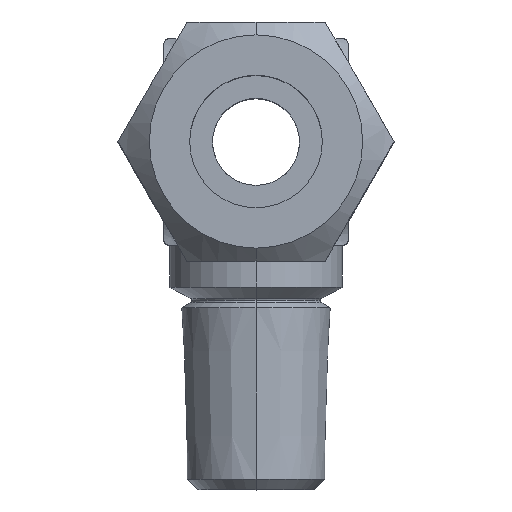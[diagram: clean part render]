
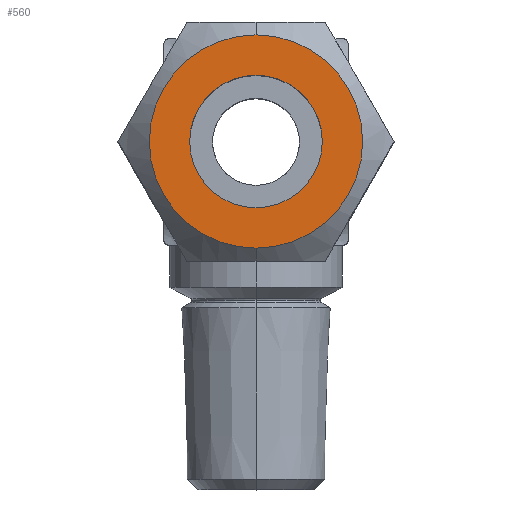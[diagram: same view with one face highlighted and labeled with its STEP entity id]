
A CAD part, top view. The second image highlights one B-rep face of the part: STEP entity #560.
In plain terms, the highlighted face is planar.
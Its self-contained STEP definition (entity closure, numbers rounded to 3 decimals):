
#122 = CARTESIAN_POINT ( 'NONE',  ( 0., -6.1, -21.5 ) ) ;
#123 = CARTESIAN_POINT ( 'NONE',  ( 0., 6.1, -21.5 ) ) ;
#290 = VERTEX_POINT ( 'NONE', #123 ) ;
#291 = VERTEX_POINT ( 'NONE', #122 ) ;
#362 = EDGE_CURVE ( 'NONE', #290, #291, #696, .T. ) ;
#541 = ORIENTED_EDGE ( 'NONE', *, *, #542, .F. ) ;
#542 = EDGE_CURVE ( 'NONE', #2402, #2404, #978, .T. ) ;
#560 = ADVANCED_FACE ( 'NONE', ( #1068, #1067 ), #1066, .F. ) ;
#561 = EDGE_LOOP ( 'NONE', ( #562, #564 ) ) ;
#562 = ORIENTED_EDGE ( 'NONE', *, *, #563, .T. ) ;
#563 = EDGE_CURVE ( 'NONE', #291, #290, #1064, .T. ) ;
#564 = ORIENTED_EDGE ( 'NONE', *, *, #362, .T. ) ;
#565 = EDGE_LOOP ( 'NONE', ( #566, #541 ) ) ;
#566 = ORIENTED_EDGE ( 'NONE', *, *, #2413, .F. ) ;
#693 = DIRECTION ( 'NONE',  ( 0., 0., 1. ) ) ;
#694 = CARTESIAN_POINT ( 'NONE',  ( 0., 0., -21.5 ) ) ;
#695 = AXIS2_PLACEMENT_3D ( 'NONE', #694, #693, #757 ) ;
#696 = CIRCLE ( 'NONE', #695, 6.1 ) ;
#757 = DIRECTION ( 'NONE',  ( 0., -1., 0. ) ) ;
#978 = CIRCLE ( 'NONE', #1039, 9.812 ) ;
#1036 = DIRECTION ( 'NONE',  ( 0., -1., 0. ) ) ;
#1037 = DIRECTION ( 'NONE',  ( 0., 0., 1. ) ) ;
#1038 = CARTESIAN_POINT ( 'NONE',  ( 0., 0., -21.5 ) ) ;
#1039 = AXIS2_PLACEMENT_3D ( 'NONE', #1038, #1037, #1036 ) ;
#1057 = DIRECTION ( 'NONE',  ( 0., -1., 0. ) ) ;
#1058 = DIRECTION ( 'NONE',  ( 0., 0., 1. ) ) ;
#1059 = CARTESIAN_POINT ( 'NONE',  ( 0., 0., -21.5 ) ) ;
#1060 = AXIS2_PLACEMENT_3D ( 'NONE', #1059, #1058, #1057 ) ;
#1061 = DIRECTION ( 'NONE',  ( 0., -1., 0. ) ) ;
#1062 = DIRECTION ( 'NONE',  ( 0., 0., 1. ) ) ;
#1063 = AXIS2_PLACEMENT_3D ( 'NONE', #1065, #1062, #1061 ) ;
#1064 = CIRCLE ( 'NONE', #1060, 6.1 ) ;
#1065 = CARTESIAN_POINT ( 'NONE',  ( 0., 12.702, -21.5 ) ) ;
#1066 = PLANE ( 'NONE',  #1063 ) ;
#1067 = FACE_OUTER_BOUND ( 'NONE', #565, .T. ) ;
#1068 = FACE_BOUND ( 'NONE', #561, .T. ) ;
#1291 = CIRCLE ( 'NONE', #1351, 9.812 ) ;
#1299 = CARTESIAN_POINT ( 'NONE',  ( 0., -9.812, -21.5 ) ) ;
#1300 = CARTESIAN_POINT ( 'NONE',  ( 0., 9.812, -21.5 ) ) ;
#1348 = DIRECTION ( 'NONE',  ( 0., -1., 0. ) ) ;
#1349 = DIRECTION ( 'NONE',  ( 0., 0., 1. ) ) ;
#1350 = CARTESIAN_POINT ( 'NONE',  ( 0., 0., -21.5 ) ) ;
#1351 = AXIS2_PLACEMENT_3D ( 'NONE', #1350, #1349, #1348 ) ;
#2402 = VERTEX_POINT ( 'NONE', #1300 ) ;
#2404 = VERTEX_POINT ( 'NONE', #1299 ) ;
#2413 = EDGE_CURVE ( 'NONE', #2404, #2402, #1291, .T. ) ;
